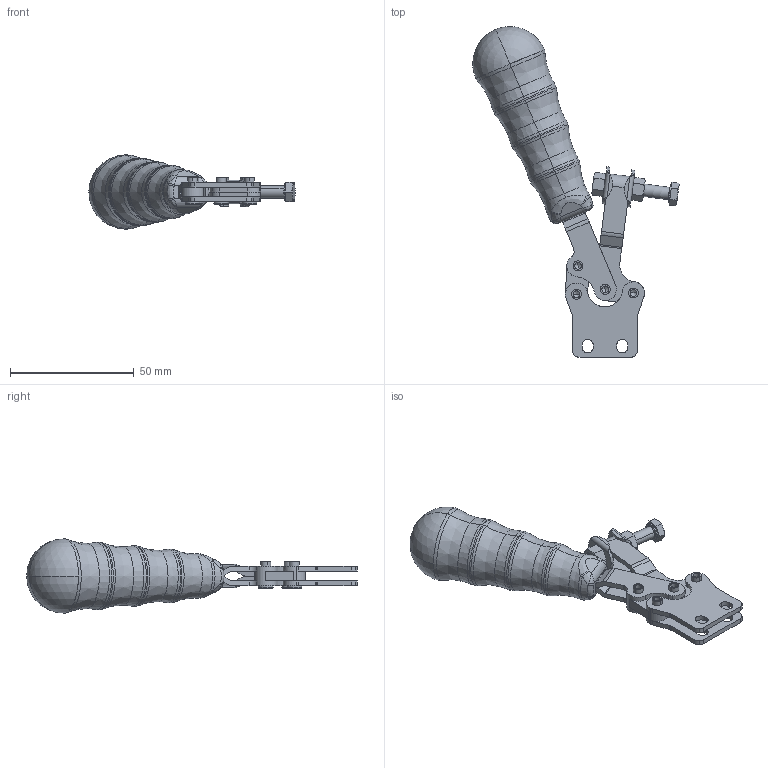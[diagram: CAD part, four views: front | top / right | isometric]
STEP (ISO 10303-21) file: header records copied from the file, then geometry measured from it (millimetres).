
FILE_DESCRIPTION((''),'2;1');
FILE_NAME('111.1-opened.stp','2005-09-27T15:16:56',('Kysilko'),(''),'Autodesk Inventor 8','Autodesk Inventor 8','');
FILE_SCHEMA(('AUTOMOTIVE_DESIGN { 1 0 10303 214 1 1 1 1 }'));
Length unit declared in the file: millimetre
Products named in the file (1): Part9
Bounding box: 83.38 x 133.68 x 30 mm (x, y, z)
Volume: 43398.6 mm3; surface area: 16175.1 mm2
Topology: 1 solids, 2 shells, 398 faces, 1027 edges, 628 vertices
Faces by surface type: cylinder 113, plane 103, bspline 100, cone 64, sphere 10, torus 8
Entity records: 19637 total; most frequent: CARTESIAN_POINT 10247, ORIENTED_EDGE 2018, DIRECTION 1972, EDGE_CURVE 1009, AXIS2_PLACEMENT_3D 782, VERTEX_POINT 628, CIRCLE 483, EDGE_LOOP 433
